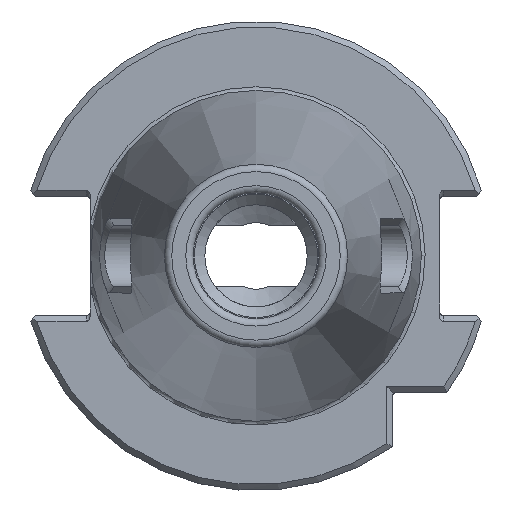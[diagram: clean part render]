
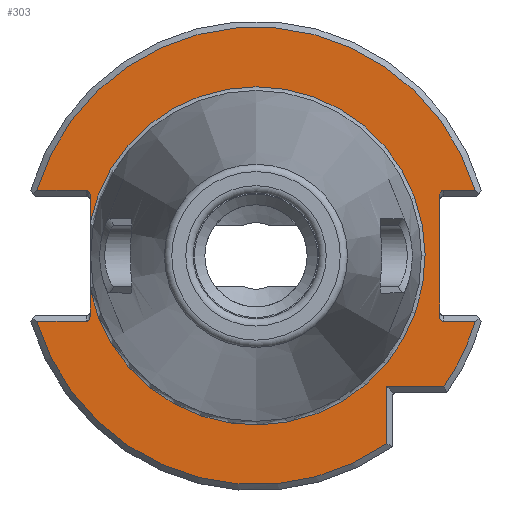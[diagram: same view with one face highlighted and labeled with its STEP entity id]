
A CAD part, left-side view. The second image highlights one B-rep face of the part: STEP entity #303.
In plain terms, the highlighted planar face has unit normal (-1, 0, 0).
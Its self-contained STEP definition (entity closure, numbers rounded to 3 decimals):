
#303 = ADVANCED_FACE( '', ( #671 ), #672, .T. );
#671 = FACE_OUTER_BOUND( '', #1150, .T. );
#672 = PLANE( '', #1151 );
#1150 = EDGE_LOOP( '', ( #2000, #2001, #2002, #2003, #2004, #2005, #2006, #2007, #2008, #2009, #2010, #2011, #2012, #2013, #2014, #2015, #2016 ) );
#1151 = AXIS2_PLACEMENT_3D( '', #2017, #2018, #2019 );
#2000 = ORIENTED_EDGE( '', *, *, #2753, .T. );
#2001 = ORIENTED_EDGE( '', *, *, #2742, .T. );
#2002 = ORIENTED_EDGE( '', *, *, #2727, .T. );
#2003 = ORIENTED_EDGE( '', *, *, #2724, .T. );
#2004 = ORIENTED_EDGE( '', *, *, #2754, .T. );
#2005 = ORIENTED_EDGE( '', *, *, #2755, .T. );
#2006 = ORIENTED_EDGE( '', *, *, #2739, .T. );
#2007 = ORIENTED_EDGE( '', *, *, #2529, .F. );
#2008 = ORIENTED_EDGE( '', *, *, #2705, .T. );
#2009 = ORIENTED_EDGE( '', *, *, #2636, .T. );
#2010 = ORIENTED_EDGE( '', *, *, #2756, .T. );
#2011 = ORIENTED_EDGE( '', *, *, #2757, .T. );
#2012 = ORIENTED_EDGE( '', *, *, #2758, .T. );
#2013 = ORIENTED_EDGE( '', *, *, #2690, .F. );
#2014 = ORIENTED_EDGE( '', *, *, #2628, .F. );
#2015 = ORIENTED_EDGE( '', *, *, #2689, .F. );
#2016 = ORIENTED_EDGE( '', *, *, #2759, .T. );
#2017 = CARTESIAN_POINT( '', ( 3.2, 0., 22.891 ) );
#2018 = DIRECTION( '', ( -1., 0., 0. ) );
#2019 = DIRECTION( '', ( 0., 0., 1. ) );
#2529 = EDGE_CURVE( '', #3036, #3038, #3039, .T. );
#2628 = EDGE_CURVE( '', #3191, #3192, #3193, .T. );
#2636 = EDGE_CURVE( '', #3203, #3201, #3204, .T. );
#2689 = EDGE_CURVE( '', #3285, #3191, #3287, .T. );
#2690 = EDGE_CURVE( '', #3192, #3288, #3289, .T. );
#2705 = EDGE_CURVE( '', #3036, #3203, #3308, .F. );
#2724 = EDGE_CURVE( '', #3333, #3331, #3334, .T. );
#2727 = EDGE_CURVE( '', #3337, #3333, #3338, .T. );
#2739 = EDGE_CURVE( '', #3353, #3038, #3354, .F. );
#2742 = EDGE_CURVE( '', #3357, #3337, #3358, .T. );
#2753 = EDGE_CURVE( '', #3371, #3357, #3372, .T. );
#2754 = EDGE_CURVE( '', #3331, #3373, #3374, .T. );
#2755 = EDGE_CURVE( '', #3373, #3353, #3375, .T. );
#2756 = EDGE_CURVE( '', #3201, #3376, #3377, .T. );
#2757 = EDGE_CURVE( '', #3376, #3378, #3379, .T. );
#2758 = EDGE_CURVE( '', #3378, #3288, #3380, .F. );
#2759 = EDGE_CURVE( '', #3285, #3371, #3381, .F. );
#3036 = VERTEX_POINT( '', #3978 );
#3038 = VERTEX_POINT( '', #3981 );
#3039 = LINE( '', #3982, #3983 );
#3191 = VERTEX_POINT( '', #4346 );
#3192 = VERTEX_POINT( '', #4347 );
#3193 = CIRCLE( '', #4348, 22.891 );
#3201 = VERTEX_POINT( '', #4372 );
#3203 = VERTEX_POINT( '', #4377 );
#3204 = LINE( '', #4378, #4379 );
#3285 = VERTEX_POINT( '', #4512 );
#3287 = LINE( '', #4515, #4516 );
#3288 = VERTEX_POINT( '', #4517 );
#3289 = LINE( '', #4518, #4519 );
#3308 = ELLIPSE( '', #4544, 0.707, 0.5 );
#3331 = VERTEX_POINT( '', #4574 );
#3333 = VERTEX_POINT( '', #4579 );
#3334 = LINE( '', #4580, #4581 );
#3337 = VERTEX_POINT( '', #4585 );
#3338 = LINE( '', #4586, #4587 );
#3353 = VERTEX_POINT( '', #4620 );
#3354 = ELLIPSE( '', #4621, 0.707, 0.5 );
#3357 = VERTEX_POINT( '', #4625 );
#3358 = CIRCLE( '', #4626, 30.975 );
#3371 = VERTEX_POINT( '', #4650 );
#3372 = LINE( '', #4651, #4652 );
#3373 = VERTEX_POINT( '', #4653 );
#3374 = CIRCLE( '', #4654, 30.975 );
#3375 = LINE( '', #4655, #4656 );
#3376 = VERTEX_POINT( '', #4657 );
#3377 = CIRCLE( '', #4658, 30.975 );
#3378 = VERTEX_POINT( '', #4659 );
#3379 = LINE( '', #4660, #4661 );
#3380 = ELLIPSE( '', #4662, 0.707, 0.5 );
#3381 = ELLIPSE( '', #4663, 0.707, 0.5 );
#3978 = CARTESIAN_POINT( '', ( 3.2, -24.85, 8.143 ) );
#3981 = CARTESIAN_POINT( '', ( 3.2, -24.85, -8.143 ) );
#3982 = CARTESIAN_POINT( '', ( 3.2, -24.85, 8.05 ) );
#3983 = VECTOR( '', #5020, 1000. );
#4346 = CARTESIAN_POINT( '', ( 3.2, 22.45, -4.472 ) );
#4347 = CARTESIAN_POINT( '', ( 3.2, 22.45, 4.472 ) );
#4348 = AXIS2_PLACEMENT_3D( '', #5100, #5101, #5102 );
#4372 = CARTESIAN_POINT( '', ( 3.2, -29.684, 8.85 ) );
#4377 = CARTESIAN_POINT( '', ( 3.2, -25.35, 8.85 ) );
#4378 = CARTESIAN_POINT( '', ( 3.2, -30.893, 8.85 ) );
#4379 = VECTOR( '', #5110, 1000. );
#4512 = CARTESIAN_POINT( '', ( 3.2, 22.45, -8.143 ) );
#4515 = CARTESIAN_POINT( '', ( 3.2, 22.45, -8.05 ) );
#4516 = VECTOR( '', #5171, 1000. );
#4517 = CARTESIAN_POINT( '', ( 3.2, 22.45, 8.143 ) );
#4518 = CARTESIAN_POINT( '', ( 3.2, 22.45, -8.05 ) );
#4519 = VECTOR( '', #5172, 1000. );
#4544 = AXIS2_PLACEMENT_3D( '', #5197, #5198, #5199 );
#4574 = CARTESIAN_POINT( '', ( 3.2, -25.42, -17.7 ) );
#4579 = CARTESIAN_POINT( '', ( 3.2, -17.7, -17.7 ) );
#4580 = CARTESIAN_POINT( '', ( 3.2, -26.018, -17.7 ) );
#4581 = VECTOR( '', #5217, 1000. );
#4585 = CARTESIAN_POINT( '', ( 3.2, -17.7, -25.42 ) );
#4586 = CARTESIAN_POINT( '', ( 3.2, -17.7, -18.5 ) );
#4587 = VECTOR( '', #5219, 1000. );
#4620 = CARTESIAN_POINT( '', ( 3.2, -25.35, -8.85 ) );
#4621 = AXIS2_PLACEMENT_3D( '', #5222, #5223, #5224 );
#4625 = CARTESIAN_POINT( '', ( 3.2, 29.684, -8.85 ) );
#4626 = AXIS2_PLACEMENT_3D( '', #5226, #5227, #5228 );
#4650 = CARTESIAN_POINT( '', ( 3.2, 22.95, -8.85 ) );
#4651 = CARTESIAN_POINT( '', ( 3.2, 30.893, -8.85 ) );
#4652 = VECTOR( '', #5234, 1000. );
#4653 = CARTESIAN_POINT( '', ( 3.2, -29.684, -8.85 ) );
#4654 = AXIS2_PLACEMENT_3D( '', #5235, #5236, #5237 );
#4655 = CARTESIAN_POINT( '', ( 3.2, -24.85, -8.85 ) );
#4656 = VECTOR( '', #5238, 1000. );
#4657 = CARTESIAN_POINT( '', ( 3.2, 29.684, 8.85 ) );
#4658 = AXIS2_PLACEMENT_3D( '', #5239, #5240, #5241 );
#4659 = CARTESIAN_POINT( '', ( 3.2, 22.95, 8.85 ) );
#4660 = CARTESIAN_POINT( '', ( 3.2, 22.45, 8.85 ) );
#4661 = VECTOR( '', #5242, 1000. );
#4662 = AXIS2_PLACEMENT_3D( '', #5243, #5244, #5245 );
#4663 = AXIS2_PLACEMENT_3D( '', #5246, #5247, #5248 );
#5020 = DIRECTION( '', ( 0., 0., -1. ) );
#5100 = CARTESIAN_POINT( '', ( 3.2, 0., 0. ) );
#5101 = DIRECTION( '', ( -1., 0., 0. ) );
#5102 = DIRECTION( '', ( 0., 0., 1. ) );
#5110 = DIRECTION( '', ( 0., -1., 0. ) );
#5171 = DIRECTION( '', ( 0., 0., 1. ) );
#5172 = DIRECTION( '', ( 0., 0., 1. ) );
#5197 = CARTESIAN_POINT( '', ( 3.2, -25.35, 8.143 ) );
#5198 = DIRECTION( '', ( -1., 0., 0. ) );
#5199 = DIRECTION( '', ( 0., 0., 1. ) );
#5217 = DIRECTION( '', ( 0., -1., 0. ) );
#5219 = DIRECTION( '', ( 0., 0., 1. ) );
#5222 = CARTESIAN_POINT( '', ( 3.2, -25.35, -8.143 ) );
#5223 = DIRECTION( '', ( -1., 0., 0. ) );
#5224 = DIRECTION( '', ( 0., 0., 1. ) );
#5226 = CARTESIAN_POINT( '', ( 3.2, 0., 0. ) );
#5227 = DIRECTION( '', ( -1., 0., 0. ) );
#5228 = DIRECTION( '', ( 0., 0., 1. ) );
#5234 = DIRECTION( '', ( 0., 1., 0. ) );
#5235 = CARTESIAN_POINT( '', ( 3.2, 0., 0. ) );
#5236 = DIRECTION( '', ( -1., 0., 0. ) );
#5237 = DIRECTION( '', ( 0., 0., 1. ) );
#5238 = DIRECTION( '', ( 0., 1., 0. ) );
#5239 = CARTESIAN_POINT( '', ( 3.2, 0., 0. ) );
#5240 = DIRECTION( '', ( -1., 0., 0. ) );
#5241 = DIRECTION( '', ( 0., 0., 1. ) );
#5242 = DIRECTION( '', ( 0., -1., 0. ) );
#5243 = CARTESIAN_POINT( '', ( 3.2, 22.95, 8.143 ) );
#5244 = DIRECTION( '', ( -1., 0., 0. ) );
#5245 = DIRECTION( '', ( 0., 0., -1. ) );
#5246 = CARTESIAN_POINT( '', ( 3.2, 22.95, -8.143 ) );
#5247 = DIRECTION( '', ( -1., 0., 0. ) );
#5248 = DIRECTION( '', ( 0., 0., -1. ) );
